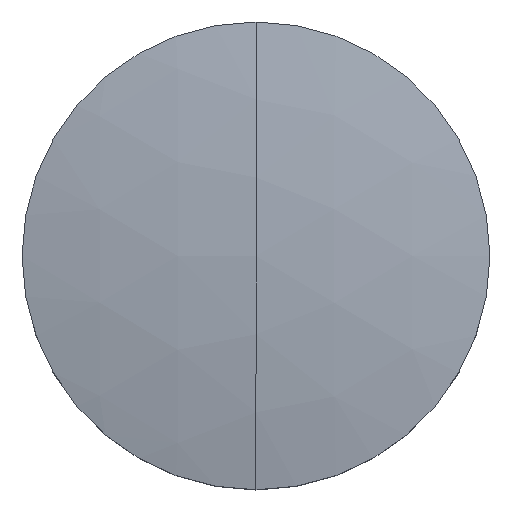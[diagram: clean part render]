
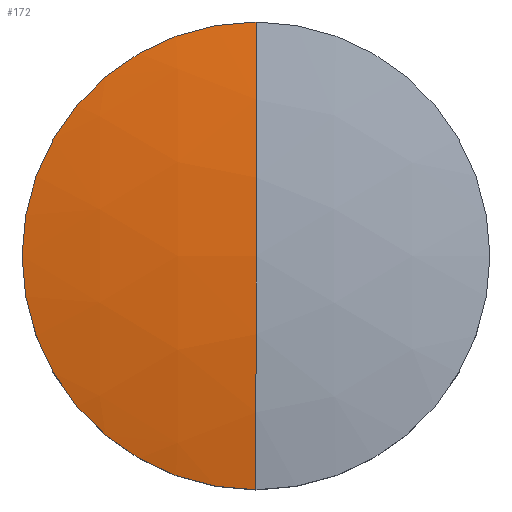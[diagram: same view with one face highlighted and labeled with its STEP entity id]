
A CAD part, top view. The second image highlights one B-rep face of the part: STEP entity #172.
In plain terms, the highlighted spherical face has radius 15.45 mm.
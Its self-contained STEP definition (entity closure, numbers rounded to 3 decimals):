
#1 = AXIS2_PLACEMENT_3D ( 'NONE', #7, #9, #10 ) ;
#2 = AXIS2_PLACEMENT_3D ( 'NONE', #6, #3, #5 ) ;
#3 = DIRECTION ( 'NONE',  ( -1., 0., 0. ) ) ;
#4 = CIRCLE ( 'NONE', #2, 15.45 ) ;
#5 = DIRECTION ( 'NONE',  ( 0., -1., 0. ) ) ;
#6 = CARTESIAN_POINT ( 'NONE',  ( 0., 0., -14.555 ) ) ;
#7 = CARTESIAN_POINT ( 'NONE',  ( 0., 0., -14.555 ) ) ;
#9 = DIRECTION ( 'NONE',  ( 1., 0., 0. ) ) ;
#10 = DIRECTION ( 'NONE',  ( 0., 0., -1. ) ) ;
#11 = CARTESIAN_POINT ( 'NONE',  ( 0., 0., 0.895 ) ) ;
#12 = CIRCLE ( 'NONE', #1, 15.45 ) ;
#163 = VERTEX_POINT ( 'NONE', #208 ) ;
#165 = EDGE_CURVE ( 'NONE', #166, #163, #207, .T. ) ;
#166 = VERTEX_POINT ( 'NONE', #202 ) ;
#172 = ADVANCED_FACE ( 'NONE', ( #190 ), #229, .T. ) ;
#173 = EDGE_LOOP ( 'NONE', ( #174, #175, #178, #181 ) ) ;
#174 = ORIENTED_EDGE ( 'NONE', *, *, #165, .T. ) ;
#175 = ORIENTED_EDGE ( 'NONE', *, *, #176, .T. ) ;
#176 = EDGE_CURVE ( 'NONE', #163, #177, #228, .T. ) ;
#177 = VERTEX_POINT ( 'NONE', #219 ) ;
#178 = ORIENTED_EDGE ( 'NONE', *, *, #179, .T. ) ;
#179 = EDGE_CURVE ( 'NONE', #177, #180, #4, .T. ) ;
#180 = VERTEX_POINT ( 'NONE', #11 ) ;
#181 = ORIENTED_EDGE ( 'NONE', *, *, #182, .F. ) ;
#182 = EDGE_CURVE ( 'NONE', #166, #180, #12, .T. ) ;
#190 = FACE_OUTER_BOUND ( 'NONE', #173, .T. ) ;
#202 = CARTESIAN_POINT ( 'NONE',  ( 0., 3., 0.601 ) ) ;
#203 = DIRECTION ( 'NONE',  ( 1., 0., 0. ) ) ;
#204 = DIRECTION ( 'NONE',  ( 0., 0., 1. ) ) ;
#205 = CARTESIAN_POINT ( 'NONE',  ( 0., 0., 0.601 ) ) ;
#206 = AXIS2_PLACEMENT_3D ( 'NONE', #205, #204, #203 ) ;
#207 = CIRCLE ( 'NONE', #206, 3. ) ;
#208 = CARTESIAN_POINT ( 'NONE',  ( -3., 0., 0.601 ) ) ;
#219 = CARTESIAN_POINT ( 'NONE',  ( 0., -3., 0.601 ) ) ;
#220 = DIRECTION ( 'NONE',  ( 1., 0., 0. ) ) ;
#221 = DIRECTION ( 'NONE',  ( 0., 0., 1. ) ) ;
#222 = CARTESIAN_POINT ( 'NONE',  ( 0., 0., 0.601 ) ) ;
#223 = AXIS2_PLACEMENT_3D ( 'NONE', #222, #221, #220 ) ;
#224 = DIRECTION ( 'NONE',  ( 0., 1., 0. ) ) ;
#225 = DIRECTION ( 'NONE',  ( -1., 0., 0. ) ) ;
#226 = CARTESIAN_POINT ( 'NONE',  ( 0., 0., -14.555 ) ) ;
#227 = AXIS2_PLACEMENT_3D ( 'NONE', #226, #225, #224 ) ;
#228 = CIRCLE ( 'NONE', #223, 3. ) ;
#229 = SPHERICAL_SURFACE ( 'NONE', #227, 15.45 ) ;
